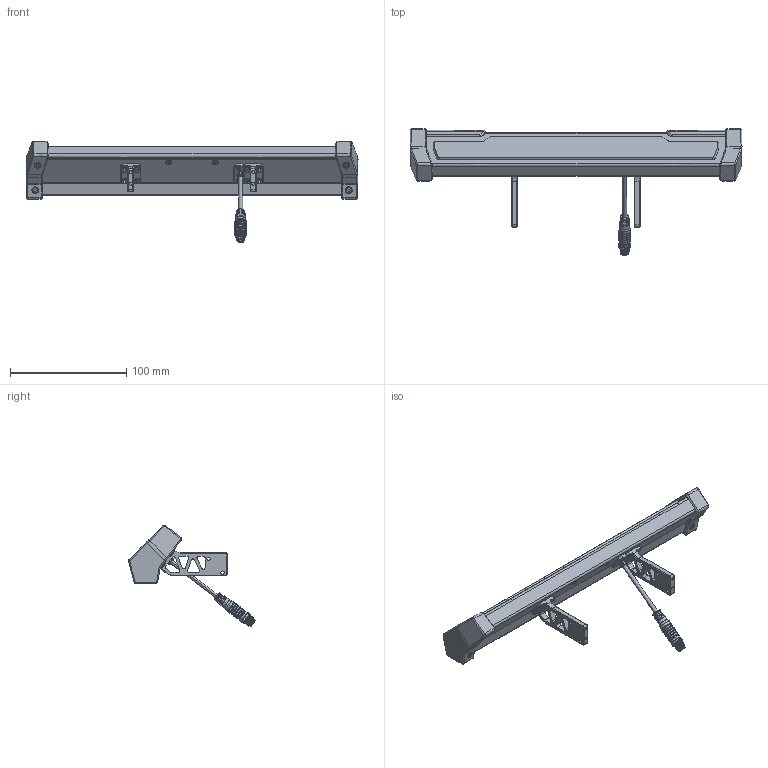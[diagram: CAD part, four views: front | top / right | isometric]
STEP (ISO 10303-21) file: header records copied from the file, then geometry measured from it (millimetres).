
FILE_DESCRIPTION (( 'STEP AP203' ), '1' );
FILE_NAME ('裁判系统-灯条模块.STEP', '2018-11-20T12:37:26', ( 'RMPC' ), ( 'Microsoft' ), 'SwSTEP 2.0', 'SolidWorks 2016', '' );
FILE_SCHEMA (( 'CONFIG_CONTROL_DESIGN' ));
Products named in the file (1): 裁判系统-灯条模块
Bounding box: 285 x 108.93 x 87.02 mm (x, y, z)
Volume: 141198.5 mm3; surface area: 110187.6 mm2
Topology: 32 solids, 32 shells, 2504 faces, 6726 edges, 4355 vertices
Faces by surface type: bspline 1364, plane 1140
Entity records: 155146 total; most frequent: CARTESIAN_POINT 102741, ORIENTED_EDGE 13382, EDGE_CURVE 6691, DIRECTION 6121, VERTEX_POINT 4355, VECTOR 3435, LINE 3435, B_SPLINE_CURVE_WITH_KNOTS 2894
